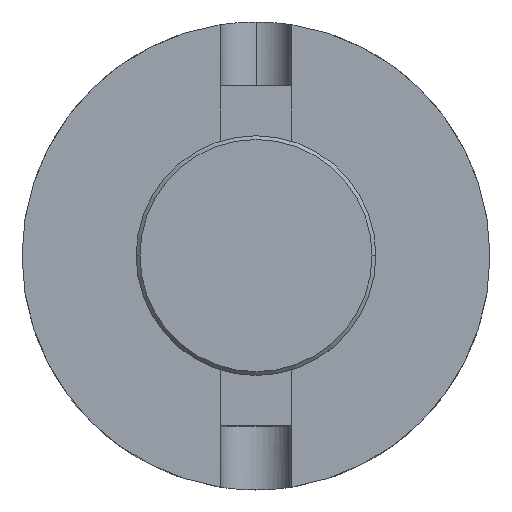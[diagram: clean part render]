
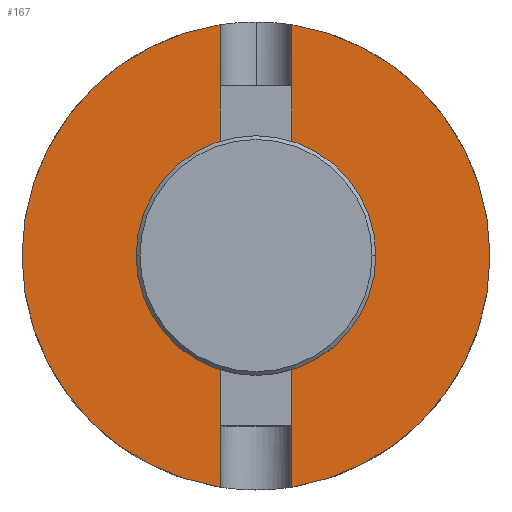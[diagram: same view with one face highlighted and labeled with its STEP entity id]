
A CAD part, top view. The second image highlights one B-rep face of the part: STEP entity #167.
In plain terms, the highlighted planar face has unit normal (0, 0, 1).
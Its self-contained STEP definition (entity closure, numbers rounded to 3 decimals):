
#7 = CARTESIAN_POINT ( 'NONE',  ( -9.525, -26., 101.6 ) ) ;
#32 = ORIENTED_EDGE ( 'NONE', *, *, #1645, .T. ) ;
#44 = CARTESIAN_POINT ( 'NONE',  ( -9.525, -61.24, 101.6 ) ) ;
#54 = ORIENTED_EDGE ( 'NONE', *, *, #1079, .T. ) ;
#72 = DIRECTION ( 'NONE',  ( 0., 0., 1. ) ) ;
#88 = ORIENTED_EDGE ( 'NONE', *, *, #792, .T. ) ;
#95 = DIRECTION ( 'NONE',  ( 1., 0., 0. ) ) ;
#116 = CARTESIAN_POINT ( 'NONE',  ( 9.525, 61.976, 101.6 ) ) ;
#118 = ORIENTED_EDGE ( 'NONE', *, *, #2351, .F. ) ;
#129 = EDGE_CURVE ( 'NONE', #2295, #2496, #2365, .T. ) ;
#130 = CARTESIAN_POINT ( 'NONE',  ( -9.525, 61.24, 101.6 ) ) ;
#133 = DIRECTION ( 'NONE',  ( 1., 0., 0. ) ) ;
#167 = ADVANCED_FACE ( 'NONE', ( #2074, #2302 ), #1932, .T. ) ;
#225 = CARTESIAN_POINT ( 'NONE',  ( 9.525, -61.976, 101.6 ) ) ;
#240 = CARTESIAN_POINT ( 'NONE',  ( -25.4, 0., 101.6 ) ) ;
#247 = VERTEX_POINT ( 'NONE', #1949 ) ;
#278 = AXIS2_PLACEMENT_3D ( 'NONE', #2193, #2576, #133 ) ;
#287 = VERTEX_POINT ( 'NONE', #130 ) ;
#288 = DIRECTION ( 'NONE',  ( 1., 0., 0. ) ) ;
#290 = VERTEX_POINT ( 'NONE', #731 ) ;
#314 = ORIENTED_EDGE ( 'NONE', *, *, #1899, .T. ) ;
#326 = EDGE_LOOP ( 'NONE', ( #1633, #118 ) ) ;
#331 = DIRECTION ( 'NONE',  ( 0., 1., 0. ) ) ;
#350 = VECTOR ( 'NONE', #1458, 1000. ) ;
#359 = CARTESIAN_POINT ( 'NONE',  ( -9.525, 61.976, 101.6 ) ) ;
#434 = VECTOR ( 'NONE', #607, 1000. ) ;
#505 = CARTESIAN_POINT ( 'NONE',  ( -9.525, 26., 101.6 ) ) ;
#536 = LINE ( 'NONE', #505, #2113 ) ;
#539 = ORIENTED_EDGE ( 'NONE', *, *, #2378, .T. ) ;
#604 = CARTESIAN_POINT ( 'NONE',  ( -9.525, 61.976, 101.6 ) ) ;
#607 = DIRECTION ( 'NONE',  ( 1., 0., 0. ) ) ;
#630 = LINE ( 'NONE', #225, #1242 ) ;
#655 = LINE ( 'NONE', #1341, #1676 ) ;
#665 = CARTESIAN_POINT ( 'NONE',  ( 0., 61.976, 101.6 ) ) ;
#670 = DIRECTION ( 'NONE',  ( 0., 0., 1. ) ) ;
#731 = CARTESIAN_POINT ( 'NONE',  ( 25.4, 0., 101.6 ) ) ;
#762 = AXIS2_PLACEMENT_3D ( 'NONE', #1959, #2584, #2579 ) ;
#792 = EDGE_CURVE ( 'NONE', #1391, #935, #2360, .T. ) ;
#817 = CIRCLE ( 'NONE', #1012, 25.4 ) ;
#828 = ORIENTED_EDGE ( 'NONE', *, *, #1043, .F. ) ;
#885 = LINE ( 'NONE', #2063, #350 ) ;
#928 = CIRCLE ( 'NONE', #1841, 61.976 ) ;
#935 = VERTEX_POINT ( 'NONE', #1818 ) ;
#995 = VERTEX_POINT ( 'NONE', #1660 ) ;
#998 = CARTESIAN_POINT ( 'NONE',  ( 9.525, -26., 101.6 ) ) ;
#1012 = AXIS2_PLACEMENT_3D ( 'NONE', #1790, #1809, #2383 ) ;
#1022 = DIRECTION ( 'NONE',  ( 0., -1., 0. ) ) ;
#1043 = EDGE_CURVE ( 'NONE', #287, #995, #2197, .T. ) ;
#1079 = EDGE_CURVE ( 'NONE', #935, #1563, #928, .T. ) ;
#1092 = VERTEX_POINT ( 'NONE', #240 ) ;
#1093 = VECTOR ( 'NONE', #1022, 1000. ) ;
#1094 = ORIENTED_EDGE ( 'NONE', *, *, #1522, .T. ) ;
#1155 = DIRECTION ( 'NONE',  ( 0., 0., 1. ) ) ;
#1159 = CARTESIAN_POINT ( 'NONE',  ( 9.525, -61.24, 101.6 ) ) ;
#1179 = DIRECTION ( 'NONE',  ( 0., 1., 0. ) ) ;
#1208 = DIRECTION ( 'NONE',  ( 1., 0., 0. ) ) ;
#1242 = VECTOR ( 'NONE', #1683, 1000. ) ;
#1244 = LINE ( 'NONE', #359, #1864 ) ;
#1266 = CARTESIAN_POINT ( 'NONE',  ( -61.976, 0., 101.6 ) ) ;
#1279 = EDGE_CURVE ( 'NONE', #995, #2449, #536, .T. ) ;
#1341 = CARTESIAN_POINT ( 'NONE',  ( -9.525, -61.976, 101.6 ) ) ;
#1375 = CIRCLE ( 'NONE', #2541, 61.976 ) ;
#1382 = CARTESIAN_POINT ( 'NONE',  ( 9.525, 61.24, 101.6 ) ) ;
#1391 = VERTEX_POINT ( 'NONE', #1159 ) ;
#1458 = DIRECTION ( 'NONE',  ( 0., -1., 0. ) ) ;
#1522 = EDGE_CURVE ( 'NONE', #247, #2295, #1244, .T. ) ;
#1563 = VERTEX_POINT ( 'NONE', #1382 ) ;
#1598 = EDGE_CURVE ( 'NONE', #290, #1092, #817, .T. ) ;
#1633 = ORIENTED_EDGE ( 'NONE', *, *, #1598, .F. ) ;
#1645 = EDGE_CURVE ( 'NONE', #287, #2618, #1680, .T. ) ;
#1660 = CARTESIAN_POINT ( 'NONE',  ( -9.525, 26., 101.6 ) ) ;
#1676 = VECTOR ( 'NONE', #2173, 1000. ) ;
#1680 = CIRCLE ( 'NONE', #2544, 61.976 ) ;
#1683 = DIRECTION ( 'NONE',  ( 0., 1., 0. ) ) ;
#1709 = ORIENTED_EDGE ( 'NONE', *, *, #1279, .F. ) ;
#1720 = CARTESIAN_POINT ( 'NONE',  ( 0., 0., 101.6 ) ) ;
#1790 = CARTESIAN_POINT ( 'NONE',  ( 0., 0., 101.6 ) ) ;
#1809 = DIRECTION ( 'NONE',  ( 0., 0., 1. ) ) ;
#1815 = CARTESIAN_POINT ( 'NONE',  ( 9.525, 26., 101.6 ) ) ;
#1818 = CARTESIAN_POINT ( 'NONE',  ( 61.976, 0., 101.6 ) ) ;
#1834 = EDGE_CURVE ( 'NONE', #1391, #2039, #630, .T. ) ;
#1841 = AXIS2_PLACEMENT_3D ( 'NONE', #2070, #2245, #1208 ) ;
#1864 = VECTOR ( 'NONE', #1179, 1000. ) ;
#1884 = AXIS2_PLACEMENT_3D ( 'NONE', #665, #72, #288 ) ;
#1890 = VECTOR ( 'NONE', #331, 1000. ) ;
#1899 = EDGE_CURVE ( 'NONE', #1563, #2449, #885, .T. ) ;
#1932 = PLANE ( 'NONE',  #1884 ) ;
#1934 = DIRECTION ( 'NONE',  ( 1., 0., 0. ) ) ;
#1949 = CARTESIAN_POINT ( 'NONE',  ( -9.525, -45.05, 101.6 ) ) ;
#1957 = LINE ( 'NONE', #116, #1890 ) ;
#1959 = CARTESIAN_POINT ( 'NONE',  ( 0., 0., 101.6 ) ) ;
#1997 = EDGE_CURVE ( 'NONE', #2618, #2590, #1375, .T. ) ;
#2039 = VERTEX_POINT ( 'NONE', #2083 ) ;
#2063 = CARTESIAN_POINT ( 'NONE',  ( 9.525, 61.976, 101.6 ) ) ;
#2066 = ORIENTED_EDGE ( 'NONE', *, *, #129, .T. ) ;
#2070 = CARTESIAN_POINT ( 'NONE',  ( 0., 0., 101.6 ) ) ;
#2074 = FACE_OUTER_BOUND ( 'NONE', #2227, .T. ) ;
#2083 = CARTESIAN_POINT ( 'NONE',  ( 9.525, -45.05, 101.6 ) ) ;
#2113 = VECTOR ( 'NONE', #1934, 1000. ) ;
#2173 = DIRECTION ( 'NONE',  ( 0., 1., 0. ) ) ;
#2193 = CARTESIAN_POINT ( 'NONE',  ( 0., 0., 101.6 ) ) ;
#2197 = LINE ( 'NONE', #604, #1093 ) ;
#2218 = CARTESIAN_POINT ( 'NONE',  ( -9.525, -26., 101.6 ) ) ;
#2227 = EDGE_LOOP ( 'NONE', ( #2586, #88, #54, #314, #1709, #828, #32, #2640, #539, #1094, #2066, #2363 ) ) ;
#2245 = DIRECTION ( 'NONE',  ( 0., 0., 1. ) ) ;
#2295 = VERTEX_POINT ( 'NONE', #2218 ) ;
#2302 = FACE_BOUND ( 'NONE', #326, .T. ) ;
#2333 = EDGE_CURVE ( 'NONE', #2039, #2496, #1957, .T. ) ;
#2351 = EDGE_CURVE ( 'NONE', #1092, #290, #2533, .T. ) ;
#2360 = CIRCLE ( 'NONE', #278, 61.976 ) ;
#2363 = ORIENTED_EDGE ( 'NONE', *, *, #2333, .F. ) ;
#2365 = LINE ( 'NONE', #7, #434 ) ;
#2378 = EDGE_CURVE ( 'NONE', #2590, #247, #655, .T. ) ;
#2383 = DIRECTION ( 'NONE',  ( 1., 0., 0. ) ) ;
#2449 = VERTEX_POINT ( 'NONE', #1815 ) ;
#2496 = VERTEX_POINT ( 'NONE', #998 ) ;
#2533 = CIRCLE ( 'NONE', #762, 25.4 ) ;
#2541 = AXIS2_PLACEMENT_3D ( 'NONE', #1720, #670, #95 ) ;
#2544 = AXIS2_PLACEMENT_3D ( 'NONE', #2602, #1155, #2609 ) ;
#2576 = DIRECTION ( 'NONE',  ( 0., 0., 1. ) ) ;
#2579 = DIRECTION ( 'NONE',  ( 1., 0., 0. ) ) ;
#2584 = DIRECTION ( 'NONE',  ( 0., 0., 1. ) ) ;
#2586 = ORIENTED_EDGE ( 'NONE', *, *, #1834, .F. ) ;
#2590 = VERTEX_POINT ( 'NONE', #44 ) ;
#2602 = CARTESIAN_POINT ( 'NONE',  ( 0., 0., 101.6 ) ) ;
#2609 = DIRECTION ( 'NONE',  ( 1., 0., 0. ) ) ;
#2618 = VERTEX_POINT ( 'NONE', #1266 ) ;
#2640 = ORIENTED_EDGE ( 'NONE', *, *, #1997, .T. ) ;
